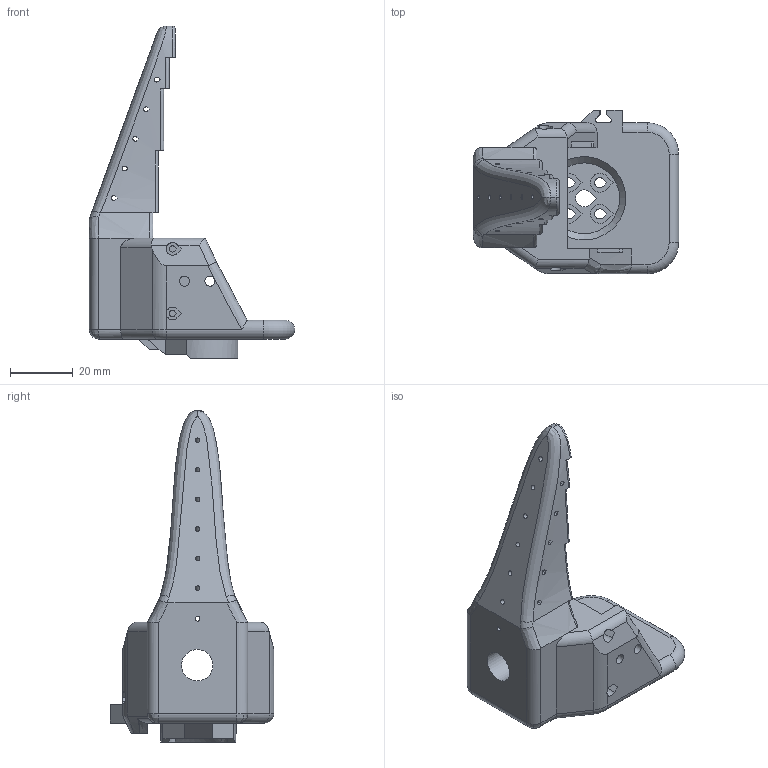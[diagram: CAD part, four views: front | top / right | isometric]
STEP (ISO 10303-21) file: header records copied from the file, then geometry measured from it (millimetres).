
FILE_DESCRIPTION(/* description */ (''),/* implementation_level */ '2;1');
FILE_NAME(/* name */ 'Wrist_Roll_Follower_SO101.step',/* time_stamp */ '2025-04-14T17:49:03+02:00',/* author */ (''),/* organization */ (''),/* preprocessor_version */ 'ST-DEVELOPER v20.1',/* originating_system */ 'Autodesk Translation Framework v14.4.0.0',/* authorisation */ '');
FILE_SCHEMA (('AUTOMOTIVE_DESIGN { 1 0 10303 214 3 1 1 }'));
Length unit declared in the file: millimetre
Products named in the file (4): Wrist_Roll_Follower_SO101; Wrist_Roll_SO101 v6; Wiring_holder v1; Wiring_holder v1 (1)
Assembly tree (3 placements, depth 3):
  Wrist_Roll_Follower_SO101
    Wrist_Roll_SO101 v6
      Wiring_holder v1
      Wiring_holder v1 (1)
Bounding box: 65.2 x 52 x 105.43 mm (x, y, z)
Volume: 56619.5 mm3; surface area: 18684.6 mm2
Topology: 1 solids, 1 shells, 237 faces, 656 edges, 428 vertices
Faces by surface type: plane 139, cylinder 59, bspline 34, torus 3, cone 2
Full cylindrical faces by diameter (mm): 1.5 x8, 3.2 x2, 10 x1
Entity records: 11906 total; most frequent: CARTESIAN_POINT 5894, ORIENTED_EDGE 1308, DIRECTION 1103, EDGE_CURVE 654, VERTEX_POINT 428, LINE 391, VECTOR 391, AXIS2_PLACEMENT_3D 356
